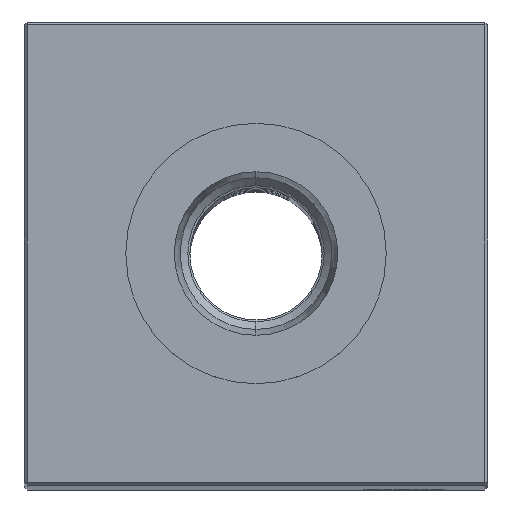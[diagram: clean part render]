
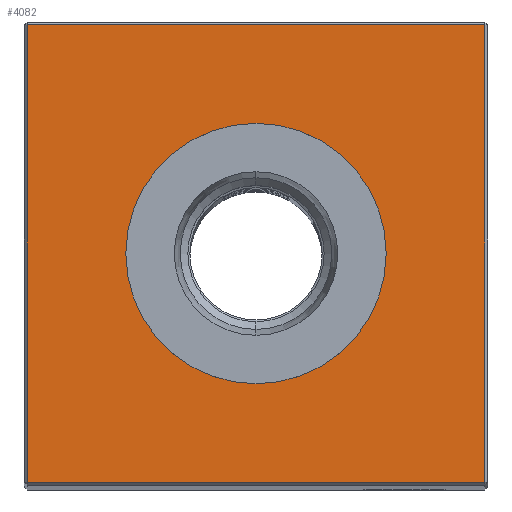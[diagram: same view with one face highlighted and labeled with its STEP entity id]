
A CAD part, top view. The second image highlights one B-rep face of the part: STEP entity #4082.
In plain terms, the highlighted planar face has unit normal (0, 0, 1).
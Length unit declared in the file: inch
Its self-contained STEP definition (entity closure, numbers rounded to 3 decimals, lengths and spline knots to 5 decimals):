
#195 = CARTESIAN_POINT ( 'NONE',  ( 0.865, 0., 10.75 ) ) ;
#362 = CARTESIAN_POINT ( 'NONE',  ( 0.865, 0.865, 10.75 ) ) ;
#1415 = CARTESIAN_POINT ( 'NONE',  ( 0., 0.865, 10.75 ) ) ;
#2407 = LINE ( 'NONE', #195, #23698 ) ;
#2447 = CARTESIAN_POINT ( 'NONE',  ( -0.865, 0.865, 10.75 ) ) ;
#4082 = ADVANCED_FACE ( 'NONE', ( #28664, #8287 ), #25699, .F. ) ;
#5308 = DIRECTION ( 'NONE',  ( 0., 0., -1. ) ) ;
#5429 = CARTESIAN_POINT ( 'NONE',  ( -0.865, 0., 10.75 ) ) ;
#6041 = EDGE_CURVE ( 'NONE', #13094, #18844, #2407, .T. ) ;
#6124 = CARTESIAN_POINT ( 'NONE',  ( 0., -0.865, 10.75 ) ) ;
#6270 = AXIS2_PLACEMENT_3D ( 'NONE', #19823, #24576, #6420 ) ;
#6420 = DIRECTION ( 'NONE',  ( -1., 0., 0. ) ) ;
#7742 = EDGE_CURVE ( 'NONE', #18844, #23546, #21956, .T. ) ;
#8287 = FACE_BOUND ( 'NONE', #8981, .T. ) ;
#8814 = CARTESIAN_POINT ( 'NONE',  ( 0., -0.49213, 10.75 ) ) ;
#8981 = EDGE_LOOP ( 'NONE', ( #13014, #20930 ) ) ;
#9101 = VERTEX_POINT ( 'NONE', #8814 ) ;
#9269 = EDGE_LOOP ( 'NONE', ( #21242, #12388, #9822, #21857 ) ) ;
#9822 = ORIENTED_EDGE ( 'NONE', *, *, #6041, .T. ) ;
#10002 = CARTESIAN_POINT ( 'NONE',  ( 0.865, -0.865, 10.75 ) ) ;
#10031 = LINE ( 'NONE', #5429, #27747 ) ;
#10536 = AXIS2_PLACEMENT_3D ( 'NONE', #19171, #5308, #26000 ) ;
#12028 = EDGE_CURVE ( 'NONE', #28523, #13094, #17307, .T. ) ;
#12072 = EDGE_CURVE ( 'NONE', #26047, #9101, #15475, .T. ) ;
#12388 = ORIENTED_EDGE ( 'NONE', *, *, #12028, .T. ) ;
#13014 = ORIENTED_EDGE ( 'NONE', *, *, #12072, .T. ) ;
#13094 = VERTEX_POINT ( 'NONE', #10002 ) ;
#13853 = DIRECTION ( 'NONE',  ( 0., 0., -1. ) ) ;
#14047 = AXIS2_PLACEMENT_3D ( 'NONE', #27408, #13853, #15647 ) ;
#14512 = DIRECTION ( 'NONE',  ( 0., -1., 0. ) ) ;
#15475 = CIRCLE ( 'NONE', #14047, 0.49213 ) ;
#15647 = DIRECTION ( 'NONE',  ( -1., 0., 0. ) ) ;
#17230 = CIRCLE ( 'NONE', #6270, 0.49213 ) ;
#17307 = LINE ( 'NONE', #6124, #28302 ) ;
#17988 = CARTESIAN_POINT ( 'NONE',  ( -0.865, -0.865, 10.75 ) ) ;
#18033 = EDGE_CURVE ( 'NONE', #9101, #26047, #17230, .T. ) ;
#18844 = VERTEX_POINT ( 'NONE', #362 ) ;
#19133 = DIRECTION ( 'NONE',  ( -1., 0., 0. ) ) ;
#19171 = CARTESIAN_POINT ( 'NONE',  ( 0., 0., 10.75 ) ) ;
#19823 = CARTESIAN_POINT ( 'NONE',  ( 0., 0., 10.75 ) ) ;
#20930 = ORIENTED_EDGE ( 'NONE', *, *, #18033, .T. ) ;
#21242 = ORIENTED_EDGE ( 'NONE', *, *, #26234, .T. ) ;
#21857 = ORIENTED_EDGE ( 'NONE', *, *, #7742, .T. ) ;
#21956 = LINE ( 'NONE', #1415, #25441 ) ;
#23114 = DIRECTION ( 'NONE',  ( 0., 1., 0. ) ) ;
#23546 = VERTEX_POINT ( 'NONE', #2447 ) ;
#23698 = VECTOR ( 'NONE', #23114, 39.37008 ) ;
#24576 = DIRECTION ( 'NONE',  ( 0., 0., -1. ) ) ;
#25441 = VECTOR ( 'NONE', #19133, 39.37008 ) ;
#25699 = PLANE ( 'NONE',  #10536 ) ;
#26000 = DIRECTION ( 'NONE',  ( -1., 0., 0. ) ) ;
#26047 = VERTEX_POINT ( 'NONE', #29250 ) ;
#26234 = EDGE_CURVE ( 'NONE', #23546, #28523, #10031, .T. ) ;
#27408 = CARTESIAN_POINT ( 'NONE',  ( 0., 0., 10.75 ) ) ;
#27747 = VECTOR ( 'NONE', #14512, 39.37008 ) ;
#28302 = VECTOR ( 'NONE', #28594, 39.37008 ) ;
#28523 = VERTEX_POINT ( 'NONE', #17988 ) ;
#28594 = DIRECTION ( 'NONE',  ( 1., 0., 0. ) ) ;
#28664 = FACE_OUTER_BOUND ( 'NONE', #9269, .T. ) ;
#29250 = CARTESIAN_POINT ( 'NONE',  ( 0., 0.49213, 10.75 ) ) ;
